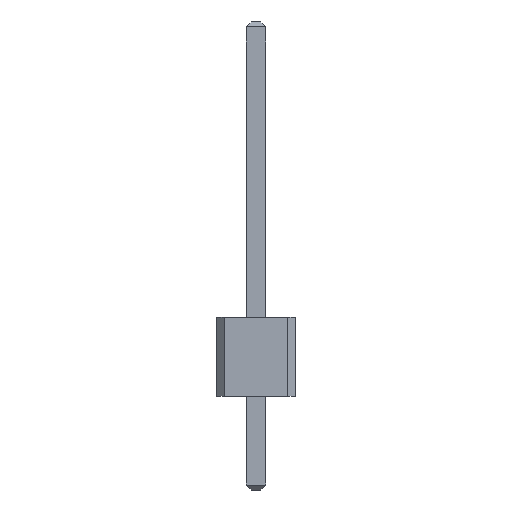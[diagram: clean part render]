
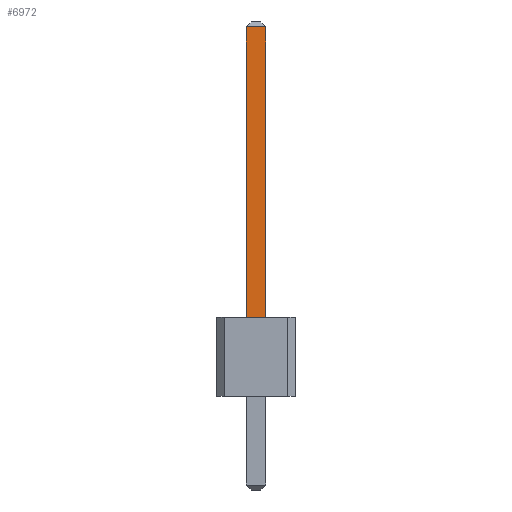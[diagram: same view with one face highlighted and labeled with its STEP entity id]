
A CAD part, front view. The second image highlights one B-rep face of the part: STEP entity #6972.
In plain terms, the highlighted planar face has unit normal (0, -1, 0).
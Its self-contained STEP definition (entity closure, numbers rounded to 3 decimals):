
#526=FACE_OUTER_BOUND('',#946,.T.);
#946=EDGE_LOOP('',(#6169,#6170,#6171,#6172));
#1278=LINE('',#9760,#2212);
#1873=LINE('',#10967,#2807);
#1874=LINE('',#10969,#2808);
#1875=LINE('',#10970,#2809);
#2212=VECTOR('',#7860,1.);
#2807=VECTOR('',#9063,1.);
#2808=VECTOR('',#9064,1.);
#2809=VECTOR('',#9065,10.);
#3086=VERTEX_POINT('',#9757);
#3087=VERTEX_POINT('',#9759);
#3395=VERTEX_POINT('',#10966);
#3396=VERTEX_POINT('',#10968);
#3726=EDGE_CURVE('',#3086,#3087,#1278,.T.);
#4321=EDGE_CURVE('',#3086,#3395,#1873,.T.);
#4322=EDGE_CURVE('',#3396,#3395,#1874,.T.);
#4323=EDGE_CURVE('',#3396,#3087,#1875,.T.);
#6169=ORIENTED_EDGE('',*,*,#4321,.T.);
#6170=ORIENTED_EDGE('',*,*,#4322,.F.);
#6171=ORIENTED_EDGE('',*,*,#4323,.T.);
#6172=ORIENTED_EDGE('',*,*,#3726,.F.);
#6584=PLANE('',#7374);
#6972=ADVANCED_FACE('',(#526),#6584,.F.);
#7374=AXIS2_PLACEMENT_3D('',#10965,#9061,#9062);
#7860=DIRECTION('',(-1.,0.,0.));
#9061=DIRECTION('center_axis',(0.,1.,0.));
#9062=DIRECTION('ref_axis',(0.,0.,1.));
#9063=DIRECTION('',(0.,0.,1.));
#9064=DIRECTION('',(1.,0.,0.));
#9065=DIRECTION('',(0.,0.,-1.));
#9757=CARTESIAN_POINT('',(0.32,-38.42,2.54));
#9759=CARTESIAN_POINT('',(-0.32,-38.42,2.54));
#9760=CARTESIAN_POINT('',(-0.16,-38.42,2.54));
#10965=CARTESIAN_POINT('Origin',(-0.32,-38.42,0.46));
#10966=CARTESIAN_POINT('',(0.32,-38.42,11.84));
#10967=CARTESIAN_POINT('',(0.32,-38.42,0.46));
#10968=CARTESIAN_POINT('',(-0.32,-38.42,11.84));
#10969=CARTESIAN_POINT('',(-0.32,-38.42,11.84));
#10970=CARTESIAN_POINT('',(-0.32,-38.42,6.));
